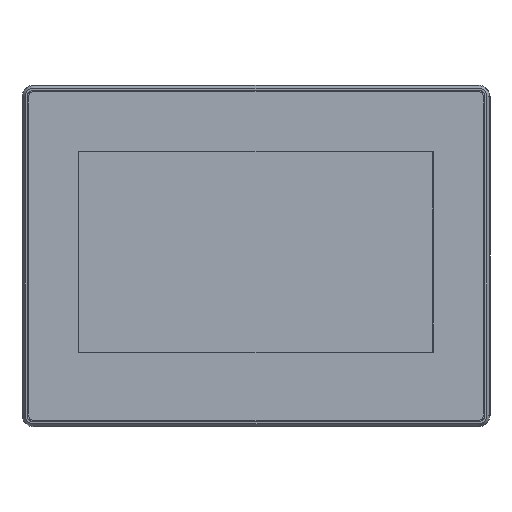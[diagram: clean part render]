
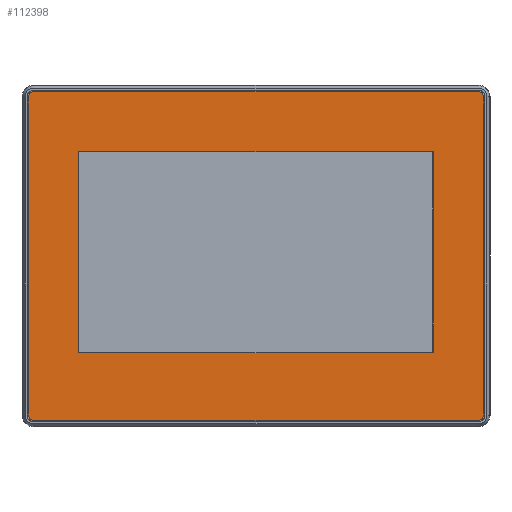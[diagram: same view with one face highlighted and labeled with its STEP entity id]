
A CAD part, top view. The second image highlights one B-rep face of the part: STEP entity #112398.
In plain terms, the highlighted planar face has unit normal (0, 0, 1).
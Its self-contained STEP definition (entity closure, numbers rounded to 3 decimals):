
#250 = CARTESIAN_POINT ( 'NONE',  ( 99.2, 68.8, 18.05 ) ) ;
#971 = DIRECTION ( 'NONE',  ( 1., 0., 0. ) ) ;
#979 = LINE ( 'NONE', #81241, #24025 ) ;
#1504 = EDGE_CURVE ( 'NONE', #42828, #108578, #109697, .T. ) ;
#2144 = CARTESIAN_POINT ( 'NONE',  ( -96.3, 68.8, 18.05 ) ) ;
#2727 = DIRECTION ( 'NONE',  ( 0., 0., -1. ) ) ;
#2762 = EDGE_CURVE ( 'NONE', #83731, #3571, #109521, .T. ) ;
#2985 = EDGE_CURVE ( 'NONE', #90971, #111039, #20985, .T. ) ;
#3571 = VERTEX_POINT ( 'NONE', #94989 ) ;
#4322 = DIRECTION ( 'NONE',  ( 0., -1., 0. ) ) ;
#4968 = AXIS2_PLACEMENT_3D ( 'NONE', #23546, #60073, #41214 ) ;
#6148 = EDGE_CURVE ( 'NONE', #67907, #57989, #82965, .T. ) ;
#6830 = CIRCLE ( 'NONE', #4968, 0.25 ) ;
#7275 = VECTOR ( 'NONE', #107038, 1000. ) ;
#8276 = CARTESIAN_POINT ( 'NONE',  ( 77.25, -42.1, 18.05 ) ) ;
#8432 = DIRECTION ( 'NONE',  ( 0., -1., 0. ) ) ;
#9044 = CARTESIAN_POINT ( 'NONE',  ( 99.2, 68.8, 18.05 ) ) ;
#9051 = AXIS2_PLACEMENT_3D ( 'NONE', #95863, #59849, #68719 ) ;
#9294 = CARTESIAN_POINT ( 'NONE',  ( -77.5, 45.05, 18.05 ) ) ;
#9596 = CIRCLE ( 'NONE', #101949, 0.25 ) ;
#11642 = AXIS2_PLACEMENT_3D ( 'NONE', #71752, #27524, #116634 ) ;
#11709 = ORIENTED_EDGE ( 'NONE', *, *, #19308, .F. ) ;
#12824 = CARTESIAN_POINT ( 'NONE',  ( 96.3, -68.8, 18.05 ) ) ;
#13586 = ORIENTED_EDGE ( 'NONE', *, *, #105183, .F. ) ;
#14657 = VERTEX_POINT ( 'NONE', #18445 ) ;
#14990 = VERTEX_POINT ( 'NONE', #9294 ) ;
#15261 = AXIS2_PLACEMENT_3D ( 'NONE', #12824, #64783, #84836 ) ;
#18445 = CARTESIAN_POINT ( 'NONE',  ( -99.2, 68.8, 18.05 ) ) ;
#19308 = EDGE_CURVE ( 'NONE', #40544, #90971, #99991, .T. ) ;
#20150 = EDGE_CURVE ( 'NONE', #56466, #57989, #80633, .T. ) ;
#20985 = CIRCLE ( 'NONE', #11642, 2.9 ) ;
#20988 = DIRECTION ( 'NONE',  ( -1., 0., 0. ) ) ;
#22119 = CARTESIAN_POINT ( 'NONE',  ( -77.25, 45.05, 18.05 ) ) ;
#22722 = ORIENTED_EDGE ( 'NONE', *, *, #2985, .F. ) ;
#22887 = CARTESIAN_POINT ( 'NONE',  ( 96.3, 71.7, 18.05 ) ) ;
#23546 = CARTESIAN_POINT ( 'NONE',  ( -77.25, -41.85, 18.05 ) ) ;
#24025 = VECTOR ( 'NONE', #73489, 1000. ) ;
#24717 = ORIENTED_EDGE ( 'NONE', *, *, #61865, .F. ) ;
#24936 = FACE_BOUND ( 'NONE', #52976, .T. ) ;
#24945 = CARTESIAN_POINT ( 'NONE',  ( -96.3, -68.8, 18.05 ) ) ;
#25611 = CARTESIAN_POINT ( 'NONE',  ( -77.5, -41.85, 18.05 ) ) ;
#26715 = VECTOR ( 'NONE', #58294, 1000. ) ;
#27524 = DIRECTION ( 'NONE',  ( 0., 0., -1. ) ) ;
#27732 = AXIS2_PLACEMENT_3D ( 'NONE', #82156, #62687, #8432 ) ;
#27851 = CARTESIAN_POINT ( 'NONE',  ( 77.5, 45.05, 18.05 ) ) ;
#28034 = EDGE_LOOP ( 'NONE', ( #22722, #11709, #72079, #103411, #103261, #37481, #76752, #24717 ) ) ;
#28043 = EDGE_CURVE ( 'NONE', #108578, #14657, #77173, .T. ) ;
#30177 = CARTESIAN_POINT ( 'NONE',  ( 77.5, -41.85, 18.05 ) ) ;
#32357 = EDGE_CURVE ( 'NONE', #113867, #69429, #90878, .T. ) ;
#32671 = CARTESIAN_POINT ( 'NONE',  ( -77.5, -41.85, 18.05 ) ) ;
#33645 = ORIENTED_EDGE ( 'NONE', *, *, #32357, .T. ) ;
#35411 = EDGE_CURVE ( 'NONE', #92045, #14990, #50934, .T. ) ;
#36854 = DIRECTION ( 'NONE',  ( 1., 0., 0. ) ) ;
#37481 = ORIENTED_EDGE ( 'NONE', *, *, #80552, .F. ) ;
#38458 = EDGE_CURVE ( 'NONE', #113867, #40728, #78575, .T. ) ;
#38685 = CARTESIAN_POINT ( 'NONE',  ( -77.25, 45.3, 18.05 ) ) ;
#40544 = VERTEX_POINT ( 'NONE', #60328 ) ;
#40728 = VERTEX_POINT ( 'NONE', #30177 ) ;
#41214 = DIRECTION ( 'NONE',  ( -1., 0., 0. ) ) ;
#42467 = VECTOR ( 'NONE', #91305, 1000. ) ;
#42828 = VERTEX_POINT ( 'NONE', #53158 ) ;
#43788 = DIRECTION ( 'NONE',  ( 0., 0., 1. ) ) ;
#44769 = EDGE_CURVE ( 'NONE', #67907, #14990, #9596, .T. ) ;
#44943 = CARTESIAN_POINT ( 'NONE',  ( 96.3, -68.8, 18.05 ) ) ;
#45183 = VECTOR ( 'NONE', #36854, 1000. ) ;
#45766 = AXIS2_PLACEMENT_3D ( 'NONE', #2144, #2727, #20988 ) ;
#50934 = LINE ( 'NONE', #25611, #97559 ) ;
#52832 = ORIENTED_EDGE ( 'NONE', *, *, #20150, .F. ) ;
#52976 = EDGE_LOOP ( 'NONE', ( #33645, #13586, #63767, #108750, #98932, #52832, #83249, #58046 ) ) ;
#53158 = CARTESIAN_POINT ( 'NONE',  ( -96.3, -71.7, 18.05 ) ) ;
#53711 = CARTESIAN_POINT ( 'NONE',  ( 77.25, -42.1, 18.05 ) ) ;
#55297 = CARTESIAN_POINT ( 'NONE',  ( 96.3, -71.7, 18.05 ) ) ;
#56466 = VERTEX_POINT ( 'NONE', #27851 ) ;
#56847 = VECTOR ( 'NONE', #89149, 1000. ) ;
#57989 = VERTEX_POINT ( 'NONE', #75439 ) ;
#58046 = ORIENTED_EDGE ( 'NONE', *, *, #38458, .F. ) ;
#58071 = DIRECTION ( 'NONE',  ( 0., 1., 0. ) ) ;
#58294 = DIRECTION ( 'NONE',  ( 0., 1., 0. ) ) ;
#58791 = AXIS2_PLACEMENT_3D ( 'NONE', #24945, #60903, #4322 ) ;
#59849 = DIRECTION ( 'NONE',  ( 0., 0., 1. ) ) ;
#60073 = DIRECTION ( 'NONE',  ( 0., 0., 1. ) ) ;
#60292 = PLANE ( 'NONE',  #83291 ) ;
#60328 = CARTESIAN_POINT ( 'NONE',  ( -96.3, 71.7, 18.05 ) ) ;
#60903 = DIRECTION ( 'NONE',  ( 0., 0., -1. ) ) ;
#61865 = EDGE_CURVE ( 'NONE', #111039, #83731, #63345, .T. ) ;
#62687 = DIRECTION ( 'NONE',  ( 0., 0., 1. ) ) ;
#63129 = EDGE_CURVE ( 'NONE', #56466, #40728, #979, .T. ) ;
#63345 = LINE ( 'NONE', #250, #7275 ) ;
#63767 = ORIENTED_EDGE ( 'NONE', *, *, #35411, .T. ) ;
#64783 = DIRECTION ( 'NONE',  ( 0., 0., -1. ) ) ;
#67907 = VERTEX_POINT ( 'NONE', #88566 ) ;
#68719 = DIRECTION ( 'NONE',  ( 1., 0., 0. ) ) ;
#69429 = VERTEX_POINT ( 'NONE', #111345 ) ;
#71481 = DIRECTION ( 'NONE',  ( 1., 0., 0. ) ) ;
#71752 = CARTESIAN_POINT ( 'NONE',  ( 96.3, 68.8, 18.05 ) ) ;
#72079 = ORIENTED_EDGE ( 'NONE', *, *, #114656, .F. ) ;
#73489 = DIRECTION ( 'NONE',  ( 0., -1., 0. ) ) ;
#74173 = LINE ( 'NONE', #55297, #42467 ) ;
#75439 = CARTESIAN_POINT ( 'NONE',  ( 77.25, 45.3, 18.05 ) ) ;
#76539 = CARTESIAN_POINT ( 'NONE',  ( 99.2, -68.8, 18.05 ) ) ;
#76752 = ORIENTED_EDGE ( 'NONE', *, *, #2762, .F. ) ;
#77173 = LINE ( 'NONE', #95488, #26715 ) ;
#78575 = CIRCLE ( 'NONE', #27732, 0.25 ) ;
#80552 = EDGE_CURVE ( 'NONE', #3571, #42828, #74173, .T. ) ;
#80633 = CIRCLE ( 'NONE', #9051, 0.25 ) ;
#80825 = CARTESIAN_POINT ( 'NONE',  ( -99.2, -68.8, 18.05 ) ) ;
#81241 = CARTESIAN_POINT ( 'NONE',  ( 77.5, 45.05, 18.05 ) ) ;
#81732 = CARTESIAN_POINT ( 'NONE',  ( -96.3, 71.7, 18.05 ) ) ;
#82156 = CARTESIAN_POINT ( 'NONE',  ( 77.25, -41.85, 18.05 ) ) ;
#82965 = LINE ( 'NONE', #38685, #104191 ) ;
#83249 = ORIENTED_EDGE ( 'NONE', *, *, #63129, .T. ) ;
#83291 = AXIS2_PLACEMENT_3D ( 'NONE', #44943, #43788, #71481 ) ;
#83731 = VERTEX_POINT ( 'NONE', #76539 ) ;
#84836 = DIRECTION ( 'NONE',  ( 1., 0., 0. ) ) ;
#88566 = CARTESIAN_POINT ( 'NONE',  ( -77.25, 45.3, 18.05 ) ) ;
#88729 = DIRECTION ( 'NONE',  ( 0., 1., 0. ) ) ;
#89149 = DIRECTION ( 'NONE',  ( -1., 0., 0. ) ) ;
#90878 = LINE ( 'NONE', #53711, #56847 ) ;
#90971 = VERTEX_POINT ( 'NONE', #22887 ) ;
#91305 = DIRECTION ( 'NONE',  ( -1., 0., 0. ) ) ;
#92045 = VERTEX_POINT ( 'NONE', #32671 ) ;
#94989 = CARTESIAN_POINT ( 'NONE',  ( 96.3, -71.7, 18.05 ) ) ;
#95488 = CARTESIAN_POINT ( 'NONE',  ( -99.2, -68.8, 18.05 ) ) ;
#95863 = CARTESIAN_POINT ( 'NONE',  ( 77.25, 45.05, 18.05 ) ) ;
#96667 = CIRCLE ( 'NONE', #45766, 2.9 ) ;
#97559 = VECTOR ( 'NONE', #88729, 1000. ) ;
#98671 = FACE_OUTER_BOUND ( 'NONE', #28034, .T. ) ;
#98932 = ORIENTED_EDGE ( 'NONE', *, *, #6148, .T. ) ;
#99991 = LINE ( 'NONE', #81732, #45183 ) ;
#101949 = AXIS2_PLACEMENT_3D ( 'NONE', #22119, #102938, #58071 ) ;
#102938 = DIRECTION ( 'NONE',  ( 0., 0., 1. ) ) ;
#103261 = ORIENTED_EDGE ( 'NONE', *, *, #1504, .F. ) ;
#103411 = ORIENTED_EDGE ( 'NONE', *, *, #28043, .F. ) ;
#104191 = VECTOR ( 'NONE', #971, 1000. ) ;
#105183 = EDGE_CURVE ( 'NONE', #92045, #69429, #6830, .T. ) ;
#107038 = DIRECTION ( 'NONE',  ( 0., -1., 0. ) ) ;
#108578 = VERTEX_POINT ( 'NONE', #80825 ) ;
#108750 = ORIENTED_EDGE ( 'NONE', *, *, #44769, .F. ) ;
#109521 = CIRCLE ( 'NONE', #15261, 2.9 ) ;
#109697 = CIRCLE ( 'NONE', #58791, 2.9 ) ;
#111039 = VERTEX_POINT ( 'NONE', #9044 ) ;
#111345 = CARTESIAN_POINT ( 'NONE',  ( -77.25, -42.1, 18.05 ) ) ;
#112398 = ADVANCED_FACE ( 'NONE', ( #98671, #24936 ), #60292, .T. ) ;
#113867 = VERTEX_POINT ( 'NONE', #8276 ) ;
#114656 = EDGE_CURVE ( 'NONE', #14657, #40544, #96667, .T. ) ;
#116634 = DIRECTION ( 'NONE',  ( 0., 1., 0. ) ) ;
